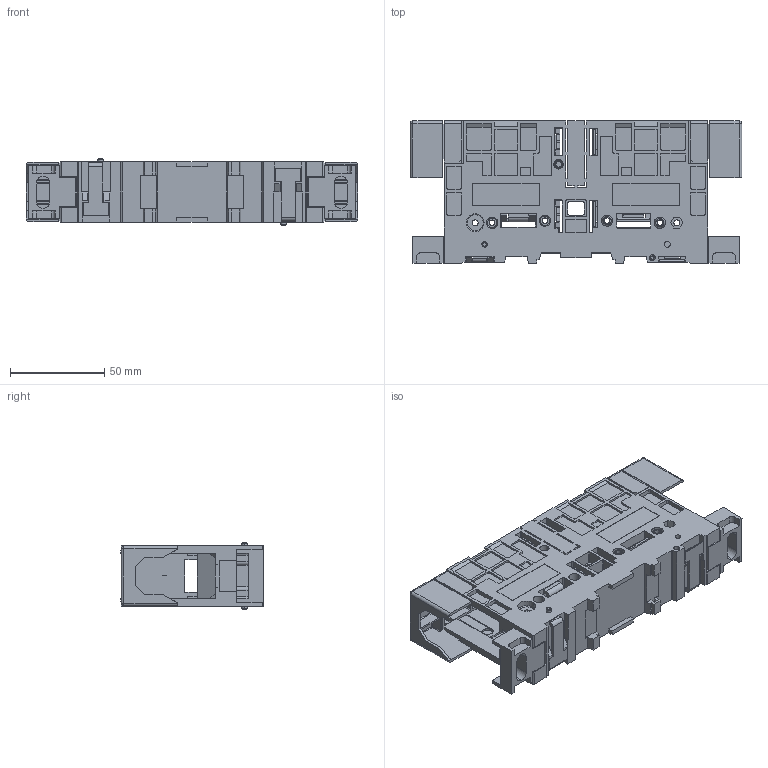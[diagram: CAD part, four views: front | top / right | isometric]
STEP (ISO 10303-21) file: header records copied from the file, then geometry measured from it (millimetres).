
FILE_DESCRIPTION(('CoCreate Modeling STEP Export'),'2;1');
FILE_NAME('GPM.95.stp','2011-03-21T14:58:12',(''),(''),'CoCreate Modeling STEP processor for AP214 (Solid Model)','CoCreate Modeling 17.0 01-Apr-2010 (C) Parametric Technology GmbH','');
FILE_SCHEMA(('AUTOMOTIVE_DESIGN { 1 0 10303 214 1 1 1 1 }'));
Length unit declared in the file: millimetre
Products named in the file (2): Isolante_GPM.95
Assembly tree (1 placements, depth 2):
  Isolante_GPM.95
    Isolante_GPM.95
Bounding box: 176 x 75.7 x 36 mm (x, y, z)
Volume: 146974.1 mm3; surface area: 107354.2 mm2
Topology: 1 solids, 10 shells, 2190 faces, 6123 edges, 3971 vertices
Faces by surface type: plane 1508, cylinder 608, cone 28, sphere 28, torus 18
Entity records: 66665 total; most frequent: ORIENTED_EDGE 12198, CARTESIAN_POINT 11566, DIRECTION 10626, EDGE_CURVE 6095, VECTOR 4564, LINE 4564, VERTEX_POINT 3971, AXIS2_PLACEMENT_3D 3031
